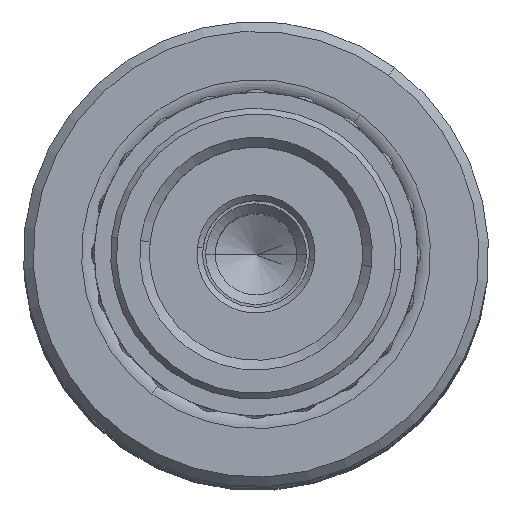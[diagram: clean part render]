
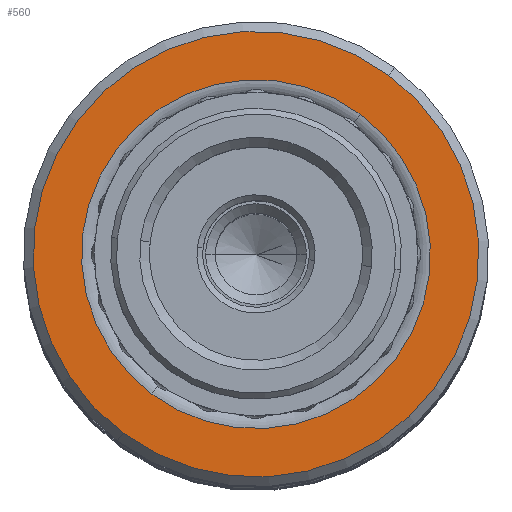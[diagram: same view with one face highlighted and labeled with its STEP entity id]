
A CAD part, top view. The second image highlights one B-rep face of the part: STEP entity #560.
In plain terms, the highlighted face is planar.
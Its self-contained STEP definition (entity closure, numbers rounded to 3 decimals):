
#560 = ADVANCED_FACE ( 'NONE', ( #36505, #14603 ), #5843, .F. ) ;
#1074 = EDGE_CURVE ( 'NONE', #6181, #1512, #24428, .T. ) ;
#1401 = CARTESIAN_POINT ( 'NONE',  ( 0., 0., 0. ) ) ;
#1512 = VERTEX_POINT ( 'NONE', #22240 ) ;
#2130 = ORIENTED_EDGE ( 'NONE', *, *, #26511, .T. ) ;
#2309 = AXIS2_PLACEMENT_3D ( 'NONE', #10769, #30760, #13626 ) ;
#2576 = CARTESIAN_POINT ( 'NONE',  ( -11.5, 0., 0. ) ) ;
#5843 = PLANE ( 'NONE',  #29530 ) ;
#5980 = CIRCLE ( 'NONE', #22814, 11.5 ) ;
#6181 = VERTEX_POINT ( 'NONE', #32229 ) ;
#7676 = CIRCLE ( 'NONE', #2309, 9. ) ;
#7680 = CARTESIAN_POINT ( 'NONE',  ( 0., 0., 0. ) ) ;
#10155 = DIRECTION ( 'NONE',  ( 0., 0., -1. ) ) ;
#10195 = DIRECTION ( 'NONE',  ( 0., 0., -1. ) ) ;
#10769 = CARTESIAN_POINT ( 'NONE',  ( 0., 0., 0. ) ) ;
#10786 = CARTESIAN_POINT ( 'NONE',  ( 11.5, 0., 0. ) ) ;
#12410 = VERTEX_POINT ( 'NONE', #10786 ) ;
#13498 = DIRECTION ( 'NONE',  ( 1., 0., 0. ) ) ;
#13502 = AXIS2_PLACEMENT_3D ( 'NONE', #1401, #19381, #13498 ) ;
#13626 = DIRECTION ( 'NONE',  ( 1., 0., 0. ) ) ;
#14603 = FACE_OUTER_BOUND ( 'NONE', #30631, .T. ) ;
#19246 = CIRCLE ( 'NONE', #25779, 11.5 ) ;
#19381 = DIRECTION ( 'NONE',  ( 0., 0., 1. ) ) ;
#20014 = EDGE_CURVE ( 'NONE', #12410, #32609, #5980, .T. ) ;
#22144 = ORIENTED_EDGE ( 'NONE', *, *, #20014, .T. ) ;
#22240 = CARTESIAN_POINT ( 'NONE',  ( 9., 0., 0. ) ) ;
#22814 = AXIS2_PLACEMENT_3D ( 'NONE', #27295, #10195, #30173 ) ;
#24428 = CIRCLE ( 'NONE', #13502, 9. ) ;
#24903 = EDGE_CURVE ( 'NONE', #1512, #6181, #7676, .T. ) ;
#25779 = AXIS2_PLACEMENT_3D ( 'NONE', #27262, #10155, #30128 ) ;
#26511 = EDGE_CURVE ( 'NONE', #32609, #12410, #19246, .T. ) ;
#27045 = EDGE_LOOP ( 'NONE', ( #34640, #31920 ) ) ;
#27262 = CARTESIAN_POINT ( 'NONE',  ( 0., 0., 0. ) ) ;
#27295 = CARTESIAN_POINT ( 'NONE',  ( 0., 0., 0. ) ) ;
#29530 = AXIS2_PLACEMENT_3D ( 'NONE', #7680, #34969, #34856 ) ;
#30128 = DIRECTION ( 'NONE',  ( 1., 0., 0. ) ) ;
#30173 = DIRECTION ( 'NONE',  ( 1., 0., 0. ) ) ;
#30631 = EDGE_LOOP ( 'NONE', ( #22144, #2130 ) ) ;
#30760 = DIRECTION ( 'NONE',  ( 0., 0., 1. ) ) ;
#31920 = ORIENTED_EDGE ( 'NONE', *, *, #1074, .T. ) ;
#32229 = CARTESIAN_POINT ( 'NONE',  ( -9., 0., 0. ) ) ;
#32609 = VERTEX_POINT ( 'NONE', #2576 ) ;
#34640 = ORIENTED_EDGE ( 'NONE', *, *, #24903, .T. ) ;
#34856 = DIRECTION ( 'NONE',  ( 1., 0., 0. ) ) ;
#34969 = DIRECTION ( 'NONE',  ( 0., 0., 1. ) ) ;
#36505 = FACE_BOUND ( 'NONE', #27045, .T. ) ;
